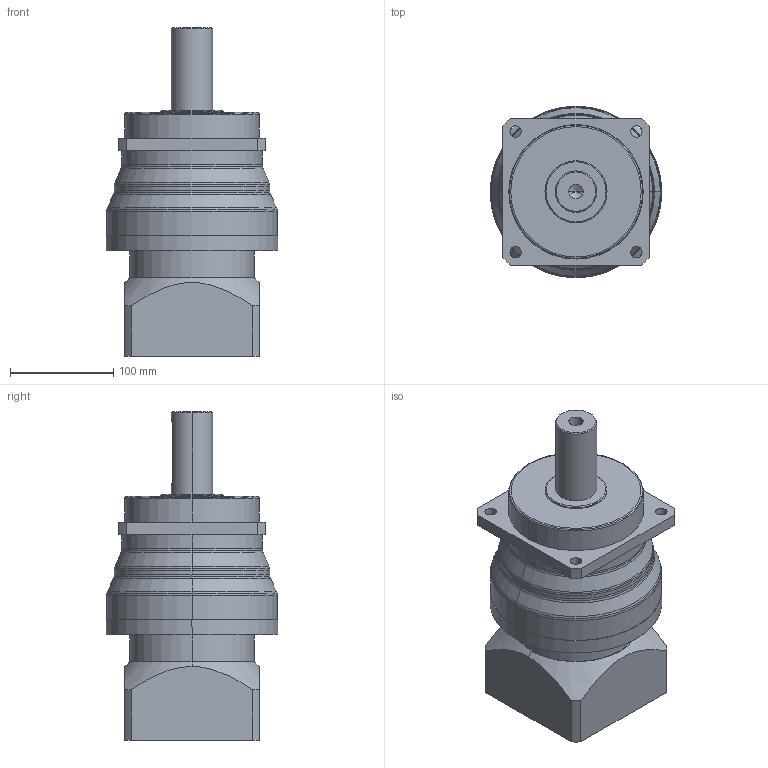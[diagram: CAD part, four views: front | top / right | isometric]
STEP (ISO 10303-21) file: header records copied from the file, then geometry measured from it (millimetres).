
FILE_DESCRIPTION((''),'2;1');
FILE_NAME('VRS140-S2-L2','2022-06-14T15:14:55',('Administrator'),(''),'CREO PARAMETRIC BY PTC INC, 2019010','CREO PARAMETRIC BY PTC INC, 2019010','');
FILE_SCHEMA(('CONFIG_CONTROL_DESIGN'));
Length unit declared in the file: millimetre
Products named in the file (1): VRS140-S2-L2
Bounding box: 166 x 166 x 317.7 mm (x, y, z)
Volume: 3713218.2 mm3; surface area: 207178.2 mm2
Topology: 1 solids, 1 shells, 200 faces, 495 edges, 312 vertices
Faces by surface type: cylinder 72, plane 68, torus 36, cone 24
Entity records: 6144 total; most frequent: CARTESIAN_POINT 1189, DIRECTION 1124, ORIENTED_EDGE 970, EDGE_CURVE 485, AXIS2_PLACEMENT_3D 457, VERTEX_POINT 312, CIRCLE 257, EDGE_LOOP 233
